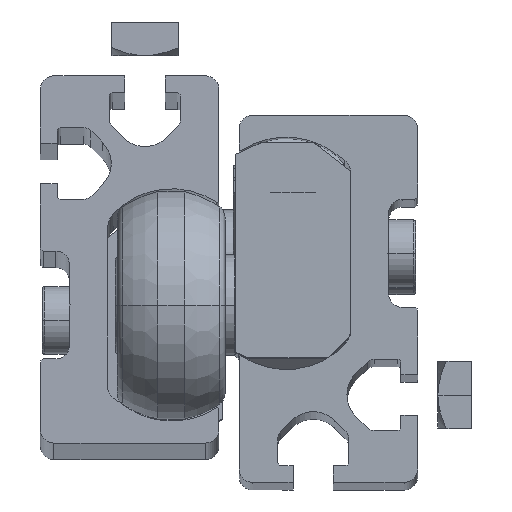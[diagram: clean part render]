
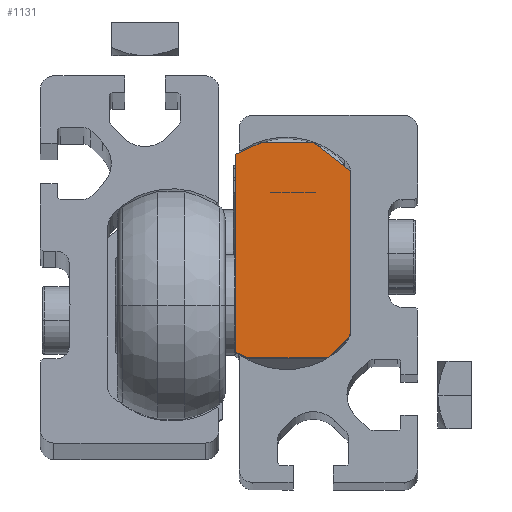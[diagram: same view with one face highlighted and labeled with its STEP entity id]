
A CAD part, top view. The second image highlights one B-rep face of the part: STEP entity #1131.
In plain terms, the highlighted face is planar.
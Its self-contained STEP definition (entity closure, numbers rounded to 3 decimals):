
#706 = DIRECTION ( 'NONE',  ( -1., 0., 0. ) ) ;
#1036 = VERTEX_POINT ( 'NONE', #3616 ) ;
#1131 = ADVANCED_FACE ( 'NONE', ( #5175 ), #2253, .T. ) ;
#1402 = CARTESIAN_POINT ( 'NONE',  ( -19., 12.203, 8.5 ) ) ;
#1629 = CARTESIAN_POINT ( 'NONE',  ( -19., 16.5, 3. ) ) ;
#1939 = VERTEX_POINT ( 'NONE', #9993 ) ;
#2074 = EDGE_CURVE ( 'NONE', #10513, #2583, #18720, .T. ) ;
#2197 = CARTESIAN_POINT ( 'NONE',  ( -19., 14.681, -8.5 ) ) ;
#2253 = PLANE ( 'NONE',  #5779 ) ;
#2583 = VERTEX_POINT ( 'NONE', #9422 ) ;
#2707 = CARTESIAN_POINT ( 'NONE',  ( -19., -12.2, 8.5 ) ) ;
#3171 = ORIENTED_EDGE ( 'NONE', *, *, #16089, .T. ) ;
#3469 = EDGE_CURVE ( 'NONE', #2583, #1036, #8425, .T. ) ;
#3575 = EDGE_CURVE ( 'NONE', #20391, #9956, #11744, .T. ) ;
#3616 = CARTESIAN_POINT ( 'NONE',  ( -19., -15.5, -6.7 ) ) ;
#4263 = CARTESIAN_POINT ( 'NONE',  ( -19., -12.2, 8.5 ) ) ;
#4473 = DIRECTION ( 'NONE',  ( 0., -0.707, -0.707 ) ) ;
#4757 = CARTESIAN_POINT ( 'NONE',  ( -19., -14.661, -8.5 ) ) ;
#5134 = ORIENTED_EDGE ( 'NONE', *, *, #3469, .F. ) ;
#5175 = FACE_OUTER_BOUND ( 'NONE', #18135, .T. ) ;
#5717 = LINE ( 'NONE', #2707, #8592 ) ;
#5779 = AXIS2_PLACEMENT_3D ( 'NONE', #14950, #706, #7036 ) ;
#5954 = CARTESIAN_POINT ( 'NONE',  ( -19., 12.203, 8.5 ) ) ;
#6015 = VERTEX_POINT ( 'NONE', #1402 ) ;
#6164 = DIRECTION ( 'NONE',  ( 0., 0.616, -0.788 ) ) ;
#6224 = CARTESIAN_POINT ( 'NONE',  ( -19., -12.2, 8.5 ) ) ;
#6567 = EDGE_CURVE ( 'NONE', #9956, #1036, #9534, .T. ) ;
#6697 = LINE ( 'NONE', #10005, #13641 ) ;
#7036 = DIRECTION ( 'NONE',  ( 0., 0., 1. ) ) ;
#7460 = CARTESIAN_POINT ( 'NONE',  ( -19., 16.5, -4.6 ) ) ;
#7585 = DIRECTION ( 'NONE',  ( 0., 1., 0. ) ) ;
#8098 = ORIENTED_EDGE ( 'NONE', *, *, #6567, .T. ) ;
#8318 = EDGE_CURVE ( 'NONE', #6015, #11746, #20203, .T. ) ;
#8425 = LINE ( 'NONE', #12809, #20116 ) ;
#8470 = VECTOR ( 'NONE', #10502, 1000. ) ;
#8592 = VECTOR ( 'NONE', #7585, 1000. ) ;
#8845 = CARTESIAN_POINT ( 'NONE',  ( -19., -14.661, -8.5 ) ) ;
#9422 = CARTESIAN_POINT ( 'NONE',  ( -19., -15.5, 5.2 ) ) ;
#9534 = LINE ( 'NONE', #4757, #19472 ) ;
#9906 = ORIENTED_EDGE ( 'NONE', *, *, #3575, .T. ) ;
#9913 = DIRECTION ( 'NONE',  ( 0., -0.423, -0.906 ) ) ;
#9956 = VERTEX_POINT ( 'NONE', #8845 ) ;
#9993 = CARTESIAN_POINT ( 'NONE',  ( -19., 16.5, -4.6 ) ) ;
#10005 = CARTESIAN_POINT ( 'NONE',  ( -19., 16.5, -4.6 ) ) ;
#10502 = DIRECTION ( 'NONE',  ( 0., -1., 0. ) ) ;
#10513 = VERTEX_POINT ( 'NONE', #4263 ) ;
#10584 = DIRECTION ( 'NONE',  ( 0., 0., 1. ) ) ;
#11295 = ORIENTED_EDGE ( 'NONE', *, *, #2074, .F. ) ;
#11516 = EDGE_CURVE ( 'NONE', #10513, #6015, #5717, .T. ) ;
#11744 = LINE ( 'NONE', #2197, #8470 ) ;
#11746 = VERTEX_POINT ( 'NONE', #1629 ) ;
#12809 = CARTESIAN_POINT ( 'NONE',  ( -19., -15.5, 5.2 ) ) ;
#13641 = VECTOR ( 'NONE', #9913, 1000. ) ;
#13820 = LINE ( 'NONE', #7460, #17834 ) ;
#14220 = DIRECTION ( 'NONE',  ( 0., -0.423, 0.906 ) ) ;
#14432 = ORIENTED_EDGE ( 'NONE', *, *, #8318, .T. ) ;
#14950 = CARTESIAN_POINT ( 'NONE',  ( -19., 1.5, 22.2 ) ) ;
#15135 = VECTOR ( 'NONE', #4473, 1000. ) ;
#16089 = EDGE_CURVE ( 'NONE', #1939, #20391, #6697, .T. ) ;
#16329 = ORIENTED_EDGE ( 'NONE', *, *, #11516, .T. ) ;
#17365 = VECTOR ( 'NONE', #6164, 1000. ) ;
#17411 = CARTESIAN_POINT ( 'NONE',  ( -19., 14.681, -8.5 ) ) ;
#17799 = DIRECTION ( 'NONE',  ( 0., 0., -1. ) ) ;
#17834 = VECTOR ( 'NONE', #10584, 1000. ) ;
#18056 = EDGE_CURVE ( 'NONE', #1939, #11746, #13820, .T. ) ;
#18135 = EDGE_LOOP ( 'NONE', ( #14432, #18961, #3171, #9906, #8098, #5134, #11295, #16329 ) ) ;
#18720 = LINE ( 'NONE', #6224, #15135 ) ;
#18961 = ORIENTED_EDGE ( 'NONE', *, *, #18056, .F. ) ;
#19472 = VECTOR ( 'NONE', #14220, 1000. ) ;
#20116 = VECTOR ( 'NONE', #17799, 1000. ) ;
#20203 = LINE ( 'NONE', #5954, #17365 ) ;
#20391 = VERTEX_POINT ( 'NONE', #17411 ) ;
